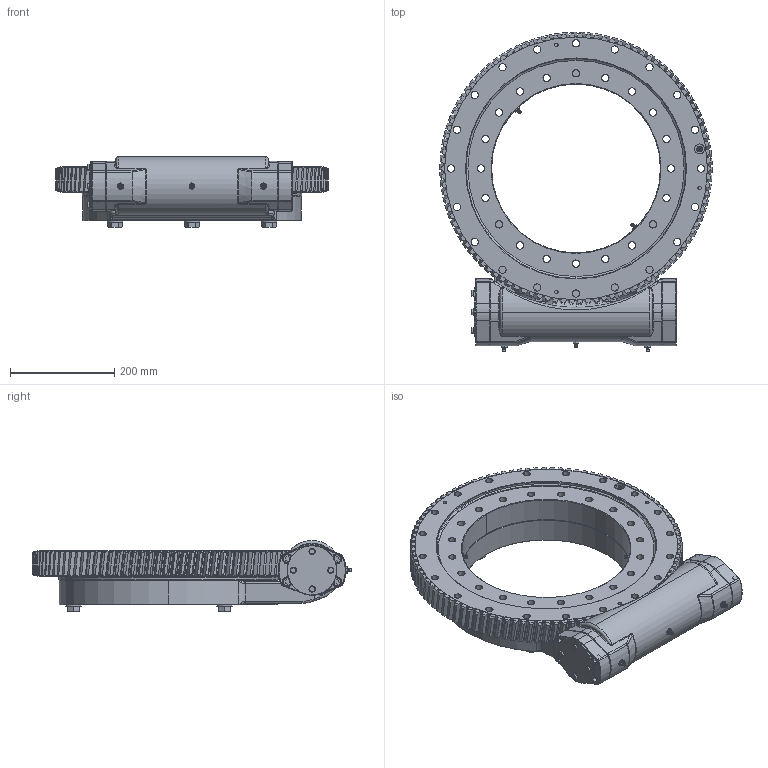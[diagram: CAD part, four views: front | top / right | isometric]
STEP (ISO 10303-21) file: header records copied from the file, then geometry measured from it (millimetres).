
FILE_DESCRIPTION (( 'STEP AP214' ), '1' );
FILE_NAME ('TGO523-Z0-RM - SH.STEP', '2018-10-10T08:25:48', ( '' ), ( '' ), 'SwSTEP 2.0', 'SolidWorks 2016', '' );
FILE_SCHEMA (( 'AUTOMOTIVE_DESIGN' ));
Length unit declared in the file: millimetre
Products named in the file (1): TGO523-Z0-RM - SH
Bounding box: 522.51 x 612.72 x 136 mm (x, y, z)
Surface area: 1066735 mm2 (no closed solid volume)
Topology: 0 solids, 49 shells, 1563 faces, 5014 edges, 3426 vertices
Faces by surface type: bspline 512, cylinder 381, cone 307, plane 230, torus 127, sphere 6
Entity records: 80251 total; most frequent: CARTESIAN_POINT 26259, ORIENTED_EDGE 8933, DIRECTION 6160, EDGE_CURVE 5008, VERTEX_POINT 3426, AXIS2_PLACEMENT_3D 2572, EDGE_LOOP 1802, UNCERTAINTY_MEASURE_WITH_UNIT 1565
